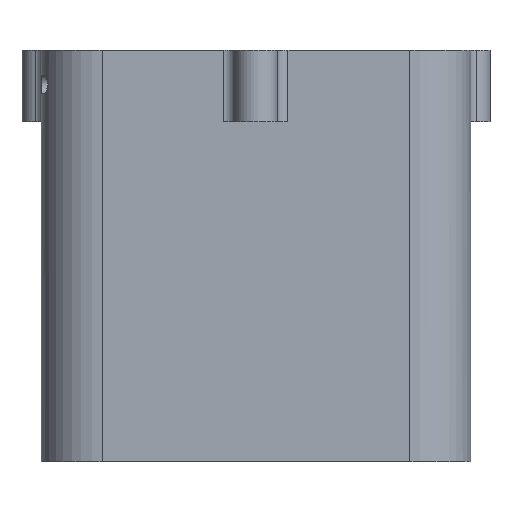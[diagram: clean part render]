
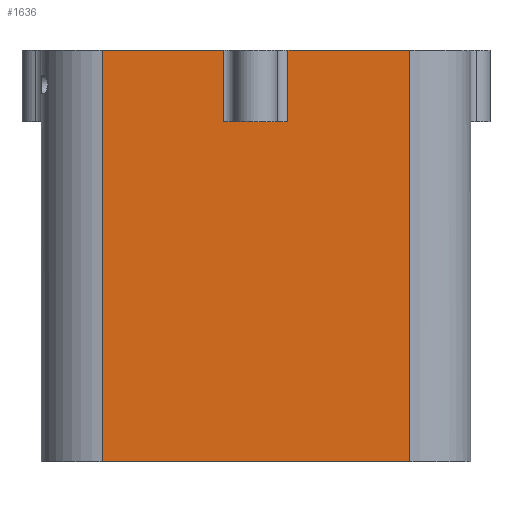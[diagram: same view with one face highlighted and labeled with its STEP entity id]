
A CAD part, front view. The second image highlights one B-rep face of the part: STEP entity #1636.
In plain terms, the highlighted planar face has unit normal (0, -1, 0).
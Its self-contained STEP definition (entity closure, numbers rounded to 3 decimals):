
#34 = VECTOR ( 'NONE', #1171, 1000. ) ;
#48 = ORIENTED_EDGE ( 'NONE', *, *, #994, .T. ) ;
#114 = ORIENTED_EDGE ( 'NONE', *, *, #728, .T. ) ;
#115 = DIRECTION ( 'NONE',  ( -1., 0., 0. ) ) ;
#149 = CARTESIAN_POINT ( 'NONE',  ( -8.944, -17., 57.5 ) ) ;
#156 = EDGE_LOOP ( 'NONE', ( #985, #114, #1503, #448, #48, #894, #573, #806 ) ) ;
#172 = LINE ( 'NONE', #961, #905 ) ;
#250 = EDGE_CURVE ( 'NONE', #809, #1069, #1370, .T. ) ;
#267 = DIRECTION ( 'NONE',  ( 0., 1., 0. ) ) ;
#323 = CARTESIAN_POINT ( 'NONE',  ( 8.944, -17., 57.5 ) ) ;
#324 = VERTEX_POINT ( 'NONE', #323 ) ;
#338 = CARTESIAN_POINT ( 'NONE',  ( -43., -17., -57.5 ) ) ;
#345 = EDGE_CURVE ( 'NONE', #324, #1676, #1145, .T. ) ;
#358 = CARTESIAN_POINT ( 'NONE',  ( -8.944, -17., 57.5 ) ) ;
#379 = DIRECTION ( 'NONE',  ( 1., 0., 0. ) ) ;
#392 = VECTOR ( 'NONE', #1431, 1000. ) ;
#448 = ORIENTED_EDGE ( 'NONE', *, *, #1611, .T. ) ;
#542 = CARTESIAN_POINT ( 'NONE',  ( 43., -17., 57.5 ) ) ;
#573 = ORIENTED_EDGE ( 'NONE', *, *, #1551, .F. ) ;
#606 = LINE ( 'NONE', #1199, #1540 ) ;
#657 = PLANE ( 'NONE',  #1229 ) ;
#659 = VERTEX_POINT ( 'NONE', #1520 ) ;
#689 = DIRECTION ( 'NONE',  ( 0., 0., -1. ) ) ;
#728 = EDGE_CURVE ( 'NONE', #659, #1069, #1735, .T. ) ;
#741 = LINE ( 'NONE', #1202, #1777 ) ;
#777 = LINE ( 'NONE', #1348, #1517 ) ;
#806 = ORIENTED_EDGE ( 'NONE', *, *, #345, .T. ) ;
#809 = VERTEX_POINT ( 'NONE', #856 ) ;
#856 = CARTESIAN_POINT ( 'NONE',  ( -43., -17., 57.5 ) ) ;
#857 = CARTESIAN_POINT ( 'NONE',  ( -43., -17., 57.5 ) ) ;
#872 = VERTEX_POINT ( 'NONE', #907 ) ;
#894 = ORIENTED_EDGE ( 'NONE', *, *, #1140, .F. ) ;
#905 = VECTOR ( 'NONE', #115, 1000. ) ;
#907 = CARTESIAN_POINT ( 'NONE',  ( 43., -17., -57.5 ) ) ;
#961 = CARTESIAN_POINT ( 'NONE',  ( 6., -17., 37.5 ) ) ;
#985 = ORIENTED_EDGE ( 'NONE', *, *, #1146, .T. ) ;
#994 = EDGE_CURVE ( 'NONE', #1459, #872, #741, .T. ) ;
#1010 = DIRECTION ( 'NONE',  ( 0., 0., 1. ) ) ;
#1069 = VERTEX_POINT ( 'NONE', #358 ) ;
#1072 = DIRECTION ( 'NONE',  ( 1., 0., 0. ) ) ;
#1140 = EDGE_CURVE ( 'NONE', #1786, #872, #1710, .T. ) ;
#1145 = LINE ( 'NONE', #1711, #34 ) ;
#1146 = EDGE_CURVE ( 'NONE', #1676, #659, #172, .T. ) ;
#1171 = DIRECTION ( 'NONE',  ( 0., 0., -1. ) ) ;
#1199 = CARTESIAN_POINT ( 'NONE',  ( -43., -17., 57.5 ) ) ;
#1202 = CARTESIAN_POINT ( 'NONE',  ( -43., -17., -57.5 ) ) ;
#1229 = AXIS2_PLACEMENT_3D ( 'NONE', #1790, #267, #1247 ) ;
#1247 = DIRECTION ( 'NONE',  ( 0., 0., 1. ) ) ;
#1254 = CARTESIAN_POINT ( 'NONE',  ( 8.944, -17., 37.5 ) ) ;
#1257 = FACE_OUTER_BOUND ( 'NONE', #156, .T. ) ;
#1347 = VECTOR ( 'NONE', #1637, 1000. ) ;
#1348 = CARTESIAN_POINT ( 'NONE',  ( -43., -17., 57.5 ) ) ;
#1370 = LINE ( 'NONE', #857, #392 ) ;
#1390 = VECTOR ( 'NONE', #1010, 1000. ) ;
#1431 = DIRECTION ( 'NONE',  ( 1., 0., 0. ) ) ;
#1459 = VERTEX_POINT ( 'NONE', #338 ) ;
#1503 = ORIENTED_EDGE ( 'NONE', *, *, #250, .F. ) ;
#1517 = VECTOR ( 'NONE', #689, 1000. ) ;
#1520 = CARTESIAN_POINT ( 'NONE',  ( -8.944, -17., 37.5 ) ) ;
#1540 = VECTOR ( 'NONE', #1072, 1000. ) ;
#1551 = EDGE_CURVE ( 'NONE', #324, #1786, #606, .T. ) ;
#1611 = EDGE_CURVE ( 'NONE', #809, #1459, #777, .T. ) ;
#1636 = ADVANCED_FACE ( 'NONE', ( #1257 ), #657, .F. ) ;
#1637 = DIRECTION ( 'NONE',  ( 0., 0., -1. ) ) ;
#1676 = VERTEX_POINT ( 'NONE', #1254 ) ;
#1710 = LINE ( 'NONE', #542, #1347 ) ;
#1711 = CARTESIAN_POINT ( 'NONE',  ( 8.944, -17., 57.5 ) ) ;
#1729 = CARTESIAN_POINT ( 'NONE',  ( 43., -17., 57.5 ) ) ;
#1735 = LINE ( 'NONE', #149, #1390 ) ;
#1777 = VECTOR ( 'NONE', #379, 1000. ) ;
#1786 = VERTEX_POINT ( 'NONE', #1729 ) ;
#1790 = CARTESIAN_POINT ( 'NONE',  ( -43., -17., 57.5 ) ) ;
